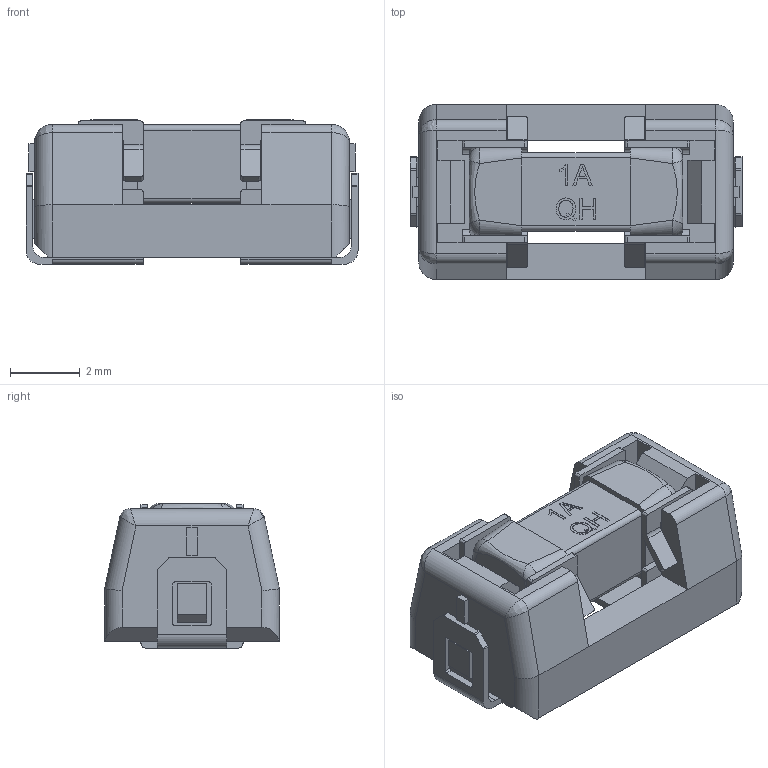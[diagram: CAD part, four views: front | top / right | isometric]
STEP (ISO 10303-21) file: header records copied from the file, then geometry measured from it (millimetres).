
FILE_DESCRIPTION(/* description */ (''),/* implementation_level */ '2;1');
FILE_NAME(/* name */ 'SMD fuse holder v7.step',/* time_stamp */ '2021-08-27T18:52:38+08:00',/* author */ (''),/* organization */ (''),/* preprocessor_version */ 'ST-DEVELOPER v18.1',/* originating_system */ 'Autodesk Translation Framework v10.10.0.1391',/* authorisation */ '');
FILE_SCHEMA (('AUTOMOTIVE_DESIGN { 1 0 10303 214 3 1 1 }'));
Length unit declared in the file: millimetre
Products named in the file (4): SMD fuse holder; Plastic holder; 0679H1000-xxsingle fonts v2; Terminal
Assembly tree (3 placements, depth 3):
  SMD fuse holder
    Plastic holder
      0679H1000-xxsingle fonts v2
    Terminal
Bounding box: 9.5 x 5 x 4.14 mm (x, y, z)
Volume: 111.8 mm3; surface area: 417.4 mm2
Topology: 10 solids, 10 shells, 307 faces, 840 edges, 545 vertices
Faces by surface type: plane 191, cylinder 78, bspline 38
Entity records: 12152 total; most frequent: CARTESIAN_POINT 4384, ORIENTED_EDGE 1658, DIRECTION 1484, EDGE_CURVE 829, LINE 584, VECTOR 584, VERTEX_POINT 545, AXIS2_PLACEMENT_3D 450
